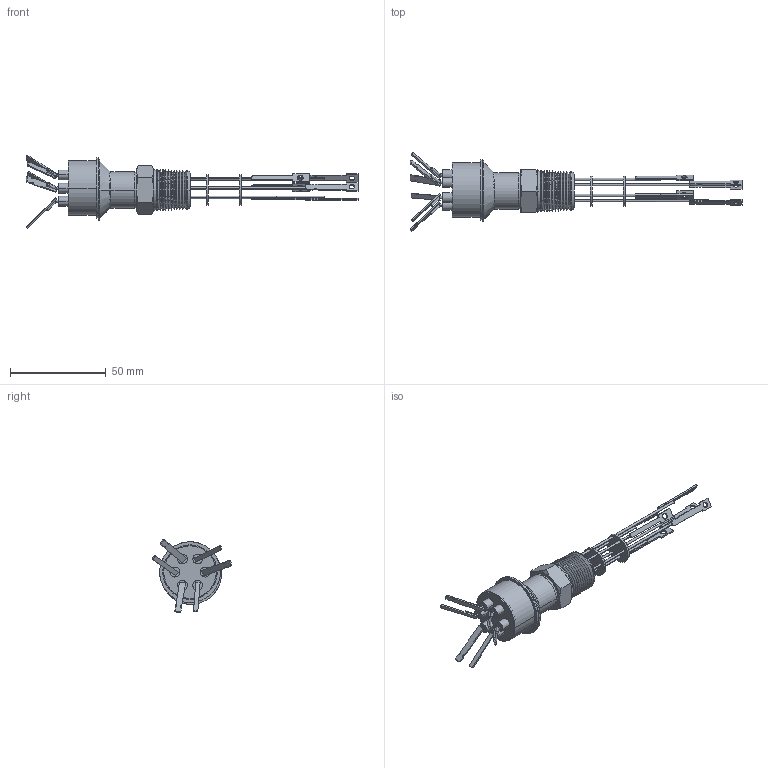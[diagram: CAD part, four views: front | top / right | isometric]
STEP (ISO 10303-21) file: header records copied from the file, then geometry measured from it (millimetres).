
FILE_DESCRIPTION (( 'STEP AP203' ), '1' );
FILE_NAME ('A0786-2-NPT.STEP', '2011-11-17T18:04:42', ( '' ), ( '' ), 'SwSTEP 2.0', 'SolidWorks 2011', '' );
FILE_SCHEMA (( 'CONFIG_CONTROL_DESIGN' ));
Length unit declared in the file: inch
Products named in the file (1): A0786-2-NPT
Bounding box: 173.67 x 41.57 x 38.35 mm (x, y, z)
Volume: 11834.8 mm3; surface area: 19605 mm2
Topology: 1 solids, 1 shells, 543 faces, 1429 edges, 934 vertices
Faces by surface type: cylinder 234, plane 188, cone 81, bspline 40
Entity records: 19060 total; most frequent: CARTESIAN_POINT 5209, DIRECTION 2989, ORIENTED_EDGE 2858, EDGE_CURVE 1429, AXIS2_PLACEMENT_3D 1178, VERTEX_POINT 934, CIRCLE 674, EDGE_LOOP 665
